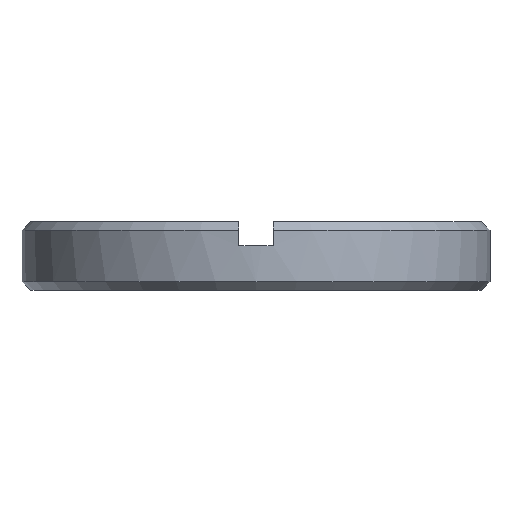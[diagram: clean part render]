
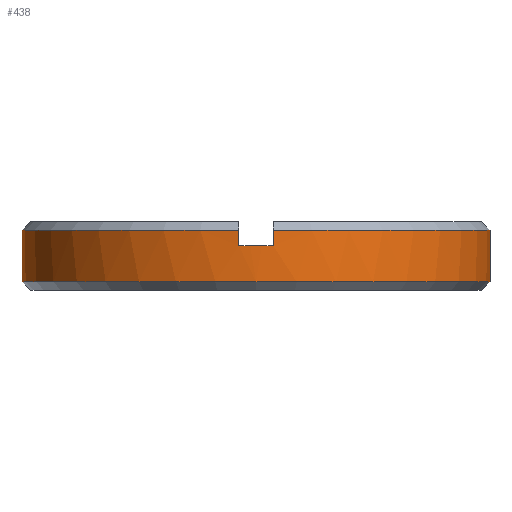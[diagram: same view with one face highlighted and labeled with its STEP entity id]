
A CAD part, front view. The second image highlights one B-rep face of the part: STEP entity #438.
In plain terms, the highlighted cylindrical face has radius 6.795 mm (diameter 13.589 mm), a partial arc.
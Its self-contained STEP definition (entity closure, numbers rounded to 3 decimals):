
#14 = AXIS2_PLACEMENT_3D ( 'NONE', #77, #17, #206 ) ;
#16 = CIRCLE ( 'NONE', #195, 6.795 ) ;
#17 = DIRECTION ( 'NONE',  ( 0., 0., -1. ) ) ;
#24 = CIRCLE ( 'NONE', #198, 6.795 ) ;
#42 = LINE ( 'NONE', #701, #325 ) ;
#61 = DIRECTION ( 'NONE',  ( 0., 0., 1. ) ) ;
#68 = ORIENTED_EDGE ( 'NONE', *, *, #780, .T. ) ;
#77 = CARTESIAN_POINT ( 'NONE',  ( 0., 0., 1.75 ) ) ;
#79 = DIRECTION ( 'NONE',  ( 0., 0., 1. ) ) ;
#98 = DIRECTION ( 'NONE',  ( -1., 0., 0. ) ) ;
#101 = ORIENTED_EDGE ( 'NONE', *, *, #315, .T. ) ;
#107 = CARTESIAN_POINT ( 'NONE',  ( 0., 0., 1.75 ) ) ;
#111 = DIRECTION ( 'NONE',  ( 0., 0., -1. ) ) ;
#118 = EDGE_CURVE ( 'NONE', #776, #183, #16, .T. ) ;
#124 = AXIS2_PLACEMENT_3D ( 'NONE', #693, #127, #256 ) ;
#127 = DIRECTION ( 'NONE',  ( 0., 0., 1. ) ) ;
#130 = VERTEX_POINT ( 'NONE', #235 ) ;
#142 = EDGE_CURVE ( 'NONE', #779, #531, #225, .T. ) ;
#183 = VERTEX_POINT ( 'NONE', #751 ) ;
#194 = CARTESIAN_POINT ( 'NONE',  ( 0., 0., 0.25 ) ) ;
#195 = AXIS2_PLACEMENT_3D ( 'NONE', #107, #111, #608 ) ;
#198 = AXIS2_PLACEMENT_3D ( 'NONE', #194, #79, #631 ) ;
#206 = DIRECTION ( 'NONE',  ( 1., 0., 0. ) ) ;
#225 = LINE ( 'NONE', #240, #462 ) ;
#235 = CARTESIAN_POINT ( 'NONE',  ( -6.795, 0., 0.25 ) ) ;
#240 = CARTESIAN_POINT ( 'NONE',  ( 6.795, 0., 2. ) ) ;
#242 = EDGE_CURVE ( 'NONE', #779, #590, #676, .T. ) ;
#250 = LINE ( 'NONE', #366, #532 ) ;
#251 = EDGE_LOOP ( 'NONE', ( #313, #605, #699, #358, #497, #332, #101, #68 ) ) ;
#253 = CARTESIAN_POINT ( 'NONE',  ( 0.5, -6.776, 1.3 ) ) ;
#256 = DIRECTION ( 'NONE',  ( 1., 0., 0. ) ) ;
#258 = VERTEX_POINT ( 'NONE', #253 ) ;
#274 = CARTESIAN_POINT ( 'NONE',  ( 0., 0., 2. ) ) ;
#304 = CIRCLE ( 'NONE', #124, 6.795 ) ;
#313 = ORIENTED_EDGE ( 'NONE', *, *, #142, .F. ) ;
#314 = CARTESIAN_POINT ( 'NONE',  ( -6.795, 0., 2. ) ) ;
#315 = EDGE_CURVE ( 'NONE', #183, #130, #654, .T. ) ;
#316 = VECTOR ( 'NONE', #773, 1000. ) ;
#320 = EDGE_CURVE ( 'NONE', #590, #258, #42, .T. ) ;
#325 = VECTOR ( 'NONE', #638, 1000. ) ;
#332 = ORIENTED_EDGE ( 'NONE', *, *, #118, .T. ) ;
#356 = CARTESIAN_POINT ( 'NONE',  ( 6.795, 0., 0.25 ) ) ;
#358 = ORIENTED_EDGE ( 'NONE', *, *, #802, .F. ) ;
#366 = CARTESIAN_POINT ( 'NONE',  ( -0.5, -6.776, 2. ) ) ;
#373 = CARTESIAN_POINT ( 'NONE',  ( 6.795, 0., 1.75 ) ) ;
#438 = ADVANCED_FACE ( 'NONE', ( #800 ), #651, .T. ) ;
#462 = VECTOR ( 'NONE', #801, 1000. ) ;
#497 = ORIENTED_EDGE ( 'NONE', *, *, #738, .T. ) ;
#510 = DIRECTION ( 'NONE',  ( 0., 0., -1. ) ) ;
#531 = VERTEX_POINT ( 'NONE', #356 ) ;
#532 = VECTOR ( 'NONE', #61, 1000. ) ;
#570 = CARTESIAN_POINT ( 'NONE',  ( -0.5, -6.776, 1.75 ) ) ;
#590 = VERTEX_POINT ( 'NONE', #671 ) ;
#605 = ORIENTED_EDGE ( 'NONE', *, *, #242, .T. ) ;
#608 = DIRECTION ( 'NONE',  ( 1., 0., 0. ) ) ;
#627 = CARTESIAN_POINT ( 'NONE',  ( -0.5, -6.776, 1.3 ) ) ;
#631 = DIRECTION ( 'NONE',  ( 1., 0., 0. ) ) ;
#638 = DIRECTION ( 'NONE',  ( 0., 0., -1. ) ) ;
#651 = CYLINDRICAL_SURFACE ( 'NONE', #713, 6.795 ) ;
#654 = LINE ( 'NONE', #314, #316 ) ;
#666 = VERTEX_POINT ( 'NONE', #627 ) ;
#671 = CARTESIAN_POINT ( 'NONE',  ( 0.5, -6.776, 1.75 ) ) ;
#676 = CIRCLE ( 'NONE', #14, 6.795 ) ;
#693 = CARTESIAN_POINT ( 'NONE',  ( 0., 0., 1.3 ) ) ;
#699 = ORIENTED_EDGE ( 'NONE', *, *, #320, .T. ) ;
#701 = CARTESIAN_POINT ( 'NONE',  ( 0.5, -6.776, 2. ) ) ;
#713 = AXIS2_PLACEMENT_3D ( 'NONE', #274, #510, #98 ) ;
#738 = EDGE_CURVE ( 'NONE', #666, #776, #250, .T. ) ;
#751 = CARTESIAN_POINT ( 'NONE',  ( -6.795, 0., 1.75 ) ) ;
#773 = DIRECTION ( 'NONE',  ( 0., 0., -1. ) ) ;
#776 = VERTEX_POINT ( 'NONE', #570 ) ;
#779 = VERTEX_POINT ( 'NONE', #373 ) ;
#780 = EDGE_CURVE ( 'NONE', #130, #531, #24, .T. ) ;
#800 = FACE_OUTER_BOUND ( 'NONE', #251, .T. ) ;
#801 = DIRECTION ( 'NONE',  ( 0., 0., -1. ) ) ;
#802 = EDGE_CURVE ( 'NONE', #666, #258, #304, .T. ) ;
